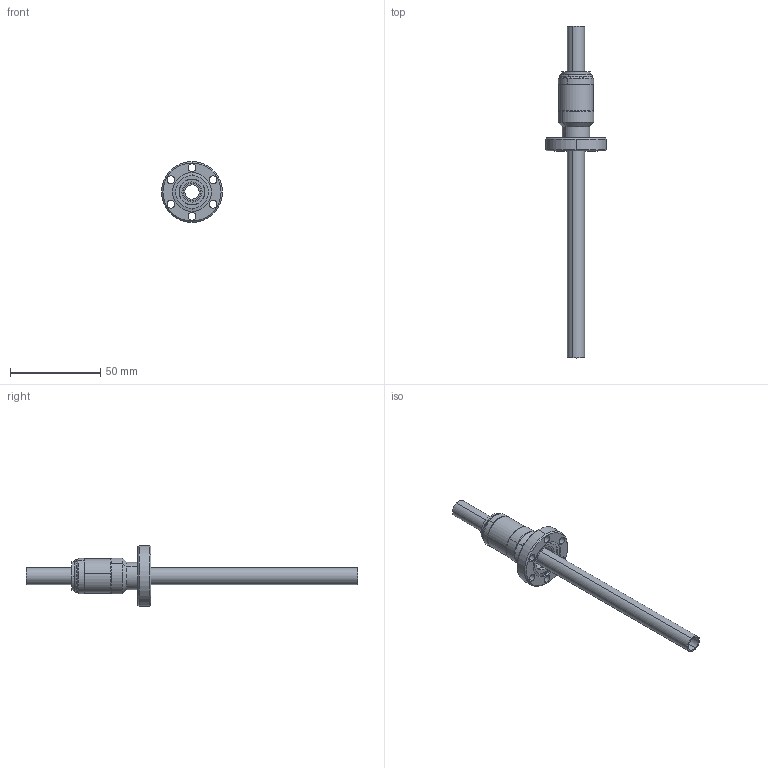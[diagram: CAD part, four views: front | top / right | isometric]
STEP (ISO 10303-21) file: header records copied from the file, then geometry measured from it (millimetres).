
FILE_DESCRIPTION (( 'STEP AP203' ), '1' );
FILE_NAME ('A0221-3-CF.STEP', '2013-06-03T13:00:49', ( '' ), ( '' ), 'SwSTEP 2.0', 'SolidWorks 2012', '' );
FILE_SCHEMA (( 'CONFIG_CONTROL_DESIGN' ));
Length unit declared in the file: inch
Products named in the file (1): A0221-3-CF
Bounding box: 33.78 x 184.15 x 33.78 mm (x, y, z)
Volume: 13893.5 mm3; surface area: 17359.2 mm2
Topology: 1 solids, 1 shells, 88 faces, 194 edges, 120 vertices
Faces by surface type: cylinder 50, cone 20, plane 14, torus 4
Entity records: 2565 total; most frequent: DIRECTION 496, CARTESIAN_POINT 403, ORIENTED_EDGE 388, AXIS2_PLACEMENT_3D 213, EDGE_CURVE 194, CIRCLE 124, VERTEX_POINT 120, EDGE_LOOP 114
